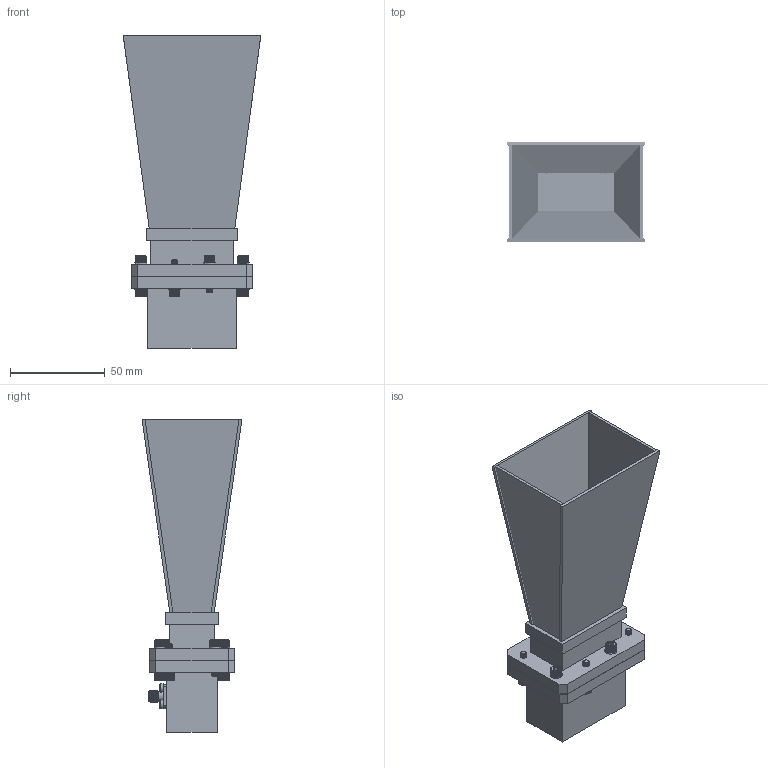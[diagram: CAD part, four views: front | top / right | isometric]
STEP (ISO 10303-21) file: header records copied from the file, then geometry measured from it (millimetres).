
FILE_DESCRIPTION (( 'STEP AP214' ), '1' );
FILE_NAME ('FM9860B-SF-10_3D.STEP', '2021-06-15T15:23:41', ( '' ), ( '' ), 'SwSTEP 2.0', 'SolidWorks 2020', '' );
FILE_SCHEMA (( 'AUTOMOTIVE_DESIGN' ));
Length unit declared in the file: millimetre
Products named in the file (10): 6-LW; FM9860B-SF-10_3D; PE9860B-10; PE9831; 6-32SH-HXx.625_92196A150; Copy of 042-SMA^Copy of PE9831_CON_PE9831; Copy of 112-N-PANEL^Copy of PE9831_CON_PE9831; Copy of 06142-con screw^Copy of PE9831_CON_PE9831; Copy of PE9831_CON^PE9831; Copy of PE9831_Body^PE9831
Assembly tree (26 placements, depth 4):
  FM9860B-SF-10_3D
    PE9831
      Copy of PE9831_CON^PE9831
        Copy of 112-N-PANEL^Copy of PE9831_CON_PE9831
        Copy of 042-SMA^Copy of PE9831_CON_PE9831
        Copy of 06142-con screw^Copy of PE9831_CON_PE9831  x4
      Copy of PE9831_Body^PE9831
    PE9860B-10
    6-32SH-HXx.625_92196A150  x8
    6-LW  x8
Bounding box: 72.56 x 52.68 x 164.85 mm (x, y, z)
Volume: 77660.8 mm3; surface area: 71773.4 mm2
Topology: 24 solids, 24 shells, 1887 faces, 4357 edges, 2544 vertices
Faces by surface type: plane 1212, cone 561, cylinder 92, bspline 22
Full cylindrical faces by diameter (mm): 0.95 x1, 2.7 x4, 3.505 x4, 3.81 x8, 4 x5, 4.1 x1, 4.3 x4, 4.6 x1, 5.35 x2, 6.35 x6
Entity records: 14081 total; most frequent: CARTESIAN_POINT 4666, ORIENTED_EDGE 1612, DIRECTION 1514, EDGE_CURVE 806, AXIS2_PLACEMENT_3D 572, VERTEX_POINT 514, EDGE_LOOP 474, FACE_OUTER_BOUND 402
